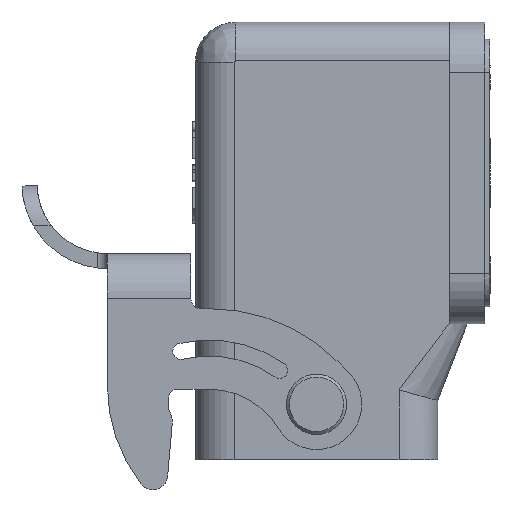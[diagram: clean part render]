
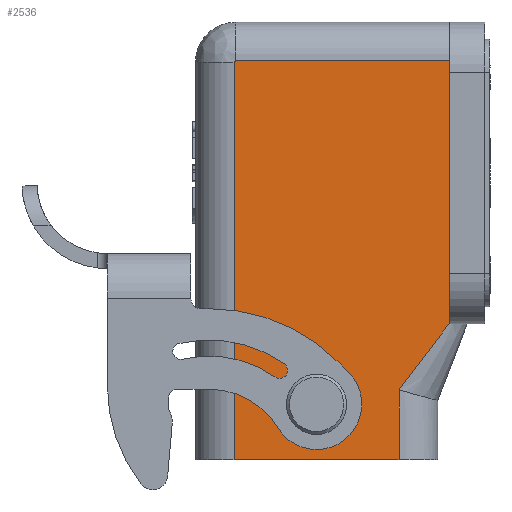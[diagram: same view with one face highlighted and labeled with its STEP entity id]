
A CAD part, front view. The second image highlights one B-rep face of the part: STEP entity #2536.
In plain terms, the highlighted planar face has unit normal (0, -1, 0).
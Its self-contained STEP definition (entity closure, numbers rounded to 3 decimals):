
#2212=FACE_BOUND('',#3335,.T.);
#2213=FACE_BOUND('',#3336,.T.);
#2536=ADVANCED_FACE('',(#2212,#2213),#2756,.T.);
#2756=PLANE('',#8165);
#3335=EDGE_LOOP('',(#4894));
#3336=EDGE_LOOP('',(#4895,#4896,#4897,#4898,#4899,#4900,#4901,#4902));
#3588=CIRCLE('',#8162,0.15);
#3590=CIRCLE('',#8164,1.025);
#4894=ORIENTED_EDGE('',*,*,#6325,.T.);
#4895=ORIENTED_EDGE('',*,*,#6326,.T.);
#4896=ORIENTED_EDGE('',*,*,#6327,.F.);
#4897=ORIENTED_EDGE('',*,*,#6328,.T.);
#4898=ORIENTED_EDGE('',*,*,#6329,.T.);
#4899=ORIENTED_EDGE('',*,*,#6323,.T.);
#4900=ORIENTED_EDGE('',*,*,#6321,.T.);
#4901=ORIENTED_EDGE('',*,*,#6238,.F.);
#4902=ORIENTED_EDGE('',*,*,#6330,.T.);
#5546=VERTEX_POINT('',#11683);
#5547=VERTEX_POINT('',#11685);
#5598=VERTEX_POINT('',#11945);
#5599=VERTEX_POINT('',#11949);
#5600=VERTEX_POINT('',#11987);
#5601=VERTEX_POINT('',#11989);
#5602=VERTEX_POINT('',#11990);
#5603=VERTEX_POINT('',#11992);
#5604=VERTEX_POINT('',#11994);
#6238=EDGE_CURVE('',#5546,#5547,#6835,.T.);
#6321=EDGE_CURVE('',#5598,#5547,#6884,.T.);
#6323=EDGE_CURVE('',#5599,#5598,#3588,.T.);
#6325=EDGE_CURVE('',#5600,#5600,#3590,.T.);
#6326=EDGE_CURVE('',#5601,#5602,#6885,.T.);
#6327=EDGE_CURVE('',#5603,#5602,#6886,.T.);
#6328=EDGE_CURVE('',#5603,#5604,#6887,.T.);
#6329=EDGE_CURVE('',#5604,#5599,#6888,.T.);
#6330=EDGE_CURVE('',#5546,#5601,#6889,.T.);
#6835=LINE('',#11684,#7345);
#6884=LINE('',#11944,#7394);
#6885=LINE('',#11988,#7395);
#6886=LINE('',#11991,#7396);
#6887=LINE('',#11993,#7397);
#6888=LINE('',#11995,#7398);
#6889=LINE('',#11996,#7399);
#7345=VECTOR('',#9348,1.);
#7394=VECTOR('',#9511,1.);
#7395=VECTOR('',#9522,1.);
#7396=VECTOR('',#9523,1.);
#7397=VECTOR('',#9524,1.);
#7398=VECTOR('',#9525,1.);
#7399=VECTOR('',#9526,1.);
#8162=AXIS2_PLACEMENT_3D('',#11948,#9516,#9517);
#8164=AXIS2_PLACEMENT_3D('',#11986,#9520,#9521);
#8165=AXIS2_PLACEMENT_3D('',#11997,#9527,#9528);
#9348=DIRECTION('',(-1.,0.,0.));
#9511=DIRECTION('',(0.,0.,-1.));
#9516=DIRECTION('',(0.,-1.,0.));
#9517=DIRECTION('',(0.,0.,1.));
#9520=DIRECTION('',(0.,1.,0.));
#9521=DIRECTION('',(1.,0.,0.));
#9522=DIRECTION('',(0.604,0.,0.797));
#9523=DIRECTION('',(-1.,0.,0.));
#9524=DIRECTION('',(0.,0.,1.));
#9525=DIRECTION('',(-1.,0.,0.));
#9526=DIRECTION('',(0.,0.,1.));
#9527=DIRECTION('',(0.,-1.,0.));
#9528=DIRECTION('',(-1.,0.,0.));
#11683=CARTESIAN_POINT('',(8.2,-12.05,-10.8));
#11684=CARTESIAN_POINT('',(12.05,-12.05,-10.8));
#11685=CARTESIAN_POINT('',(-8.2,-12.05,-10.8));
#11944=CARTESIAN_POINT('',(-8.2,-12.05,28.7));
#11945=CARTESIAN_POINT('',(-8.2,-12.05,28.7));
#11948=CARTESIAN_POINT('',(-8.05,-12.05,28.7));
#11949=CARTESIAN_POINT('',(-8.05,-12.05,28.85));
#11986=CARTESIAN_POINT('',(0.,-12.05,-5.3));
#11987=CARTESIAN_POINT('',(1.025,-12.05,-5.3));
#11988=CARTESIAN_POINT('',(8.2,-12.05,-3.854));
#11989=CARTESIAN_POINT('',(8.2,-12.05,-3.854));
#11990=CARTESIAN_POINT('',(13.173,-12.05,2.7));
#11991=CARTESIAN_POINT('',(13.764,-12.05,2.7));
#11992=CARTESIAN_POINT('',(13.25,-12.05,2.7));
#11993=CARTESIAN_POINT('',(13.25,-12.05,26.028));
#11994=CARTESIAN_POINT('',(13.25,-12.05,28.85));
#11995=CARTESIAN_POINT('',(12.25,-12.05,28.85));
#11996=CARTESIAN_POINT('',(8.2,-12.05,-10.5));
#11997=CARTESIAN_POINT('',(13.764,-12.05,33.65));
